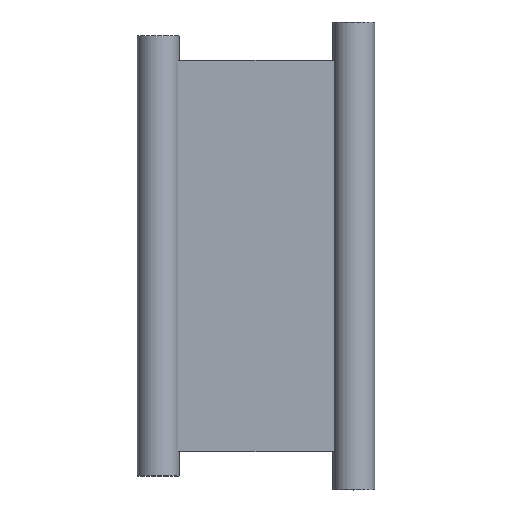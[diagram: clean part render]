
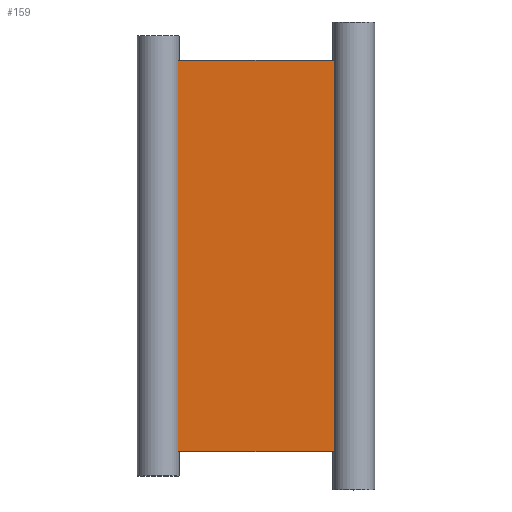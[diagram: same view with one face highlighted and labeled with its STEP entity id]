
A CAD part, top view. The second image highlights one B-rep face of the part: STEP entity #159.
In plain terms, the highlighted planar face has unit normal (0, 0, 1).
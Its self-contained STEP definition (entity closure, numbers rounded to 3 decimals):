
#21=FACE_OUTER_BOUND('',#31,.T.);
#31=EDGE_LOOP('',(#120,#121,#122,#123));
#40=LINE('',#269,#51);
#44=LINE('',#282,#55);
#45=LINE('',#286,#56);
#46=LINE('',#287,#57);
#51=VECTOR('',#215,10.);
#55=VECTOR('',#227,10.);
#56=VECTOR('',#234,10.);
#57=VECTOR('',#235,10.);
#74=VERTEX_POINT('',#266);
#75=VERTEX_POINT('',#268);
#78=VERTEX_POINT('',#278);
#80=VERTEX_POINT('',#281);
#88=EDGE_CURVE('',#75,#74,#40,.T.);
#94=EDGE_CURVE('',#80,#78,#44,.T.);
#97=EDGE_CURVE('',#74,#80,#45,.T.);
#98=EDGE_CURVE('',#78,#75,#46,.T.);
#120=ORIENTED_EDGE('',*,*,#88,.T.);
#121=ORIENTED_EDGE('',*,*,#97,.T.);
#122=ORIENTED_EDGE('',*,*,#94,.T.);
#123=ORIENTED_EDGE('',*,*,#98,.T.);
#151=PLANE('',#195);
#159=ADVANCED_FACE('',(#21),#151,.T.);
#195=AXIS2_PLACEMENT_3D('',#285,#232,#233);
#215=DIRECTION('',(1.,0.,0.));
#227=DIRECTION('',(-1.,0.,0.));
#232=DIRECTION('center_axis',(0.,0.,1.));
#233=DIRECTION('ref_axis',(1.,0.,0.));
#234=DIRECTION('',(0.,1.,0.));
#235=DIRECTION('',(0.,-1.,0.));
#266=CARTESIAN_POINT('',(5.586,-14.,2.));
#268=CARTESIAN_POINT('',(-5.586,-14.,2.));
#269=CARTESIAN_POINT('',(0.,-14.,2.));
#278=CARTESIAN_POINT('',(-5.586,14.,2.));
#281=CARTESIAN_POINT('',(5.586,14.,2.));
#282=CARTESIAN_POINT('',(0.,14.,2.));
#285=CARTESIAN_POINT('Origin',(0.,0.,2.));
#286=CARTESIAN_POINT('',(5.586,16.75,2.));
#287=CARTESIAN_POINT('',(-5.586,15.75,2.));
